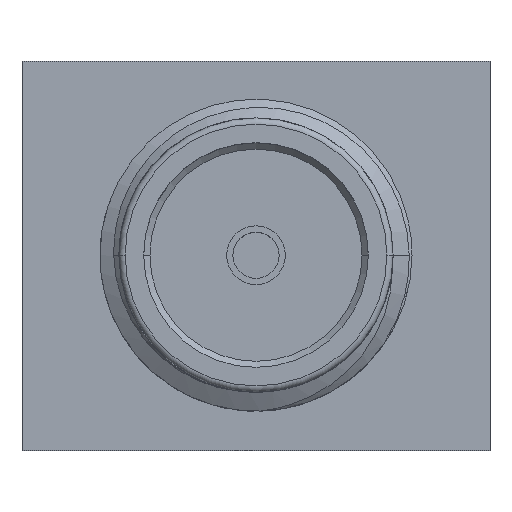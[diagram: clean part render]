
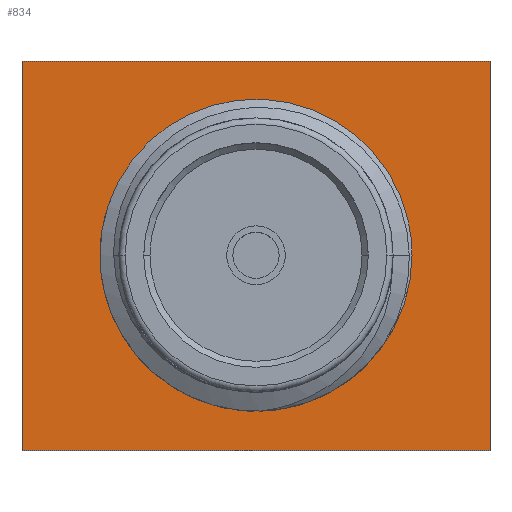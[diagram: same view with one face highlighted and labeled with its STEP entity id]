
A CAD part, top view. The second image highlights one B-rep face of the part: STEP entity #834.
In plain terms, the highlighted planar face has unit normal (0, 0, 1).
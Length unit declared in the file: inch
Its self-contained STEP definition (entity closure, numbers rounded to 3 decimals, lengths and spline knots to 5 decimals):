
#56 = VERTEX_POINT ( 'NONE', #2311 ) ;
#92 = DIRECTION ( 'NONE',  ( 0., 0., -1. ) ) ;
#278 = ORIENTED_EDGE ( 'NONE', *, *, #970, .T. ) ;
#412 = VERTEX_POINT ( 'NONE', #1556 ) ;
#429 = CIRCLE ( 'NONE', #3530, 0.11989 ) ;
#595 = VERTEX_POINT ( 'NONE', #3129 ) ;
#787 = EDGE_CURVE ( 'NONE', #2276, #412, #3352, .T. ) ;
#796 = DIRECTION ( 'NONE',  ( 0., 1., 0. ) ) ;
#834 = ADVANCED_FACE ( 'NONE', ( #3033, #918 ), #917, .F. ) ;
#853 = EDGE_CURVE ( 'NONE', #2737, #1401, #1657, .T. ) ;
#917 = PLANE ( 'NONE',  #2522 ) ;
#918 = FACE_OUTER_BOUND ( 'NONE', #1890, .T. ) ;
#970 = EDGE_CURVE ( 'NONE', #595, #56, #3476, .T. ) ;
#1113 = EDGE_CURVE ( 'NONE', #1401, #2737, #429, .T. ) ;
#1337 = CARTESIAN_POINT ( 'NONE',  ( -0.1875, -0.156, 0. ) ) ;
#1401 = VERTEX_POINT ( 'NONE', #1567 ) ;
#1418 = VECTOR ( 'NONE', #1898, 39.37008 ) ;
#1556 = CARTESIAN_POINT ( 'NONE',  ( -0.1875, 0.156, 0. ) ) ;
#1567 = CARTESIAN_POINT ( 'NONE',  ( -0.11989, 0., 0. ) ) ;
#1627 = EDGE_CURVE ( 'NONE', #412, #595, #1747, .T. ) ;
#1657 = CIRCLE ( 'NONE', #2160, 0.11989 ) ;
#1674 = EDGE_CURVE ( 'NONE', #56, #2276, #2087, .T. ) ;
#1684 = DIRECTION ( 'NONE',  ( 0., 0., -1. ) ) ;
#1747 = LINE ( 'NONE', #3300, #1418 ) ;
#1808 = DIRECTION ( 'NONE',  ( 0., 0., -1. ) ) ;
#1890 = EDGE_LOOP ( 'NONE', ( #2504, #3062, #1995, #278 ) ) ;
#1898 = DIRECTION ( 'NONE',  ( 0., -1., 0. ) ) ;
#1995 = ORIENTED_EDGE ( 'NONE', *, *, #1627, .T. ) ;
#2087 = LINE ( 'NONE', #3605, #2774 ) ;
#2117 = CARTESIAN_POINT ( 'NONE',  ( 0.1875, 0.156, 0. ) ) ;
#2131 = CARTESIAN_POINT ( 'NONE',  ( 0., 0., 0. ) ) ;
#2160 = AXIS2_PLACEMENT_3D ( 'NONE', #2131, #92, #2668 ) ;
#2276 = VERTEX_POINT ( 'NONE', #2117 ) ;
#2311 = CARTESIAN_POINT ( 'NONE',  ( 0.1875, -0.156, 0. ) ) ;
#2318 = DIRECTION ( 'NONE',  ( -1., 0., 0. ) ) ;
#2331 = CARTESIAN_POINT ( 'NONE',  ( -0.1875, 0.156, 0. ) ) ;
#2393 = CARTESIAN_POINT ( 'NONE',  ( 0.11989, 0., 0. ) ) ;
#2504 = ORIENTED_EDGE ( 'NONE', *, *, #1674, .T. ) ;
#2522 = AXIS2_PLACEMENT_3D ( 'NONE', #2625, #1808, #3235 ) ;
#2625 = CARTESIAN_POINT ( 'NONE',  ( 0., 0., 0. ) ) ;
#2668 = DIRECTION ( 'NONE',  ( -1., 0., 0. ) ) ;
#2737 = VERTEX_POINT ( 'NONE', #2393 ) ;
#2773 = VECTOR ( 'NONE', #2318, 39.37008 ) ;
#2774 = VECTOR ( 'NONE', #796, 39.37008 ) ;
#2801 = CARTESIAN_POINT ( 'NONE',  ( 0., 0., 0. ) ) ;
#3033 = FACE_BOUND ( 'NONE', #3319, .T. ) ;
#3062 = ORIENTED_EDGE ( 'NONE', *, *, #787, .T. ) ;
#3129 = CARTESIAN_POINT ( 'NONE',  ( -0.1875, -0.156, 0. ) ) ;
#3131 = VECTOR ( 'NONE', #3302, 39.37008 ) ;
#3153 = ORIENTED_EDGE ( 'NONE', *, *, #1113, .T. ) ;
#3235 = DIRECTION ( 'NONE',  ( -1., 0., 0. ) ) ;
#3300 = CARTESIAN_POINT ( 'NONE',  ( -0.1875, -0.156, 0. ) ) ;
#3302 = DIRECTION ( 'NONE',  ( 1., 0., 0. ) ) ;
#3319 = EDGE_LOOP ( 'NONE', ( #3153, #3544 ) ) ;
#3352 = LINE ( 'NONE', #2331, #2773 ) ;
#3476 = LINE ( 'NONE', #1337, #3131 ) ;
#3530 = AXIS2_PLACEMENT_3D ( 'NONE', #2801, #1684, #3630 ) ;
#3544 = ORIENTED_EDGE ( 'NONE', *, *, #853, .T. ) ;
#3605 = CARTESIAN_POINT ( 'NONE',  ( 0.1875, -0.156, 0. ) ) ;
#3630 = DIRECTION ( 'NONE',  ( -1., 0., 0. ) ) ;
